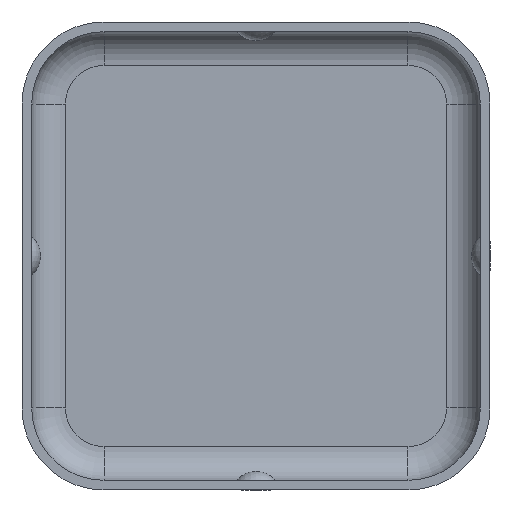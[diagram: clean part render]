
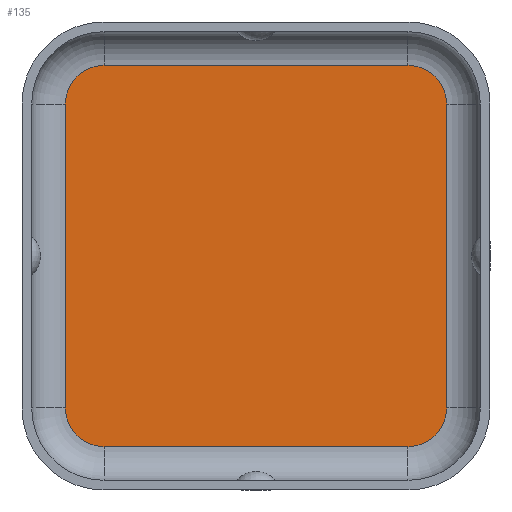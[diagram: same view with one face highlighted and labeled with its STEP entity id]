
A CAD part, front view. The second image highlights one B-rep face of the part: STEP entity #135.
In plain terms, the highlighted planar face has unit normal (0, -1, 0).
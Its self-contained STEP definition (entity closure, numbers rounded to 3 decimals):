
#135 = ADVANCED_FACE( 'NONE', ( #280 ), #281, .T. );
#280 = FACE_OUTER_BOUND( '', #491, .T. );
#281 = PLANE( '', #492 );
#491 = EDGE_LOOP( '', ( #803, #804, #805, #806, #807, #808, #809, #810 ) );
#492 = AXIS2_PLACEMENT_3D( '', #811, #812, #813 );
#803 = ORIENTED_EDGE( '', *, *, #924, .F. );
#804 = ORIENTED_EDGE( '', *, *, #921, .F. );
#805 = ORIENTED_EDGE( '', *, *, #951, .F. );
#806 = ORIENTED_EDGE( '', *, *, #980, .F. );
#807 = ORIENTED_EDGE( '', *, *, #955, .F. );
#808 = ORIENTED_EDGE( '', *, *, #974, .F. );
#809 = ORIENTED_EDGE( '', *, *, #996, .F. );
#810 = ORIENTED_EDGE( '', *, *, #891, .F. );
#811 = CARTESIAN_POINT( '', ( -3.15, -0.2, -3.15 ) );
#812 = DIRECTION( '', ( 0., -1., 0. ) );
#813 = DIRECTION( '', ( 0., 0., -1. ) );
#891 = EDGE_CURVE( 'NONE', #1032, #1034, #1035, .T. );
#921 = EDGE_CURVE( 'NONE', #1082, #1084, #1085, .T. );
#924 = EDGE_CURVE( 'NONE', #1084, #1032, #1088, .T. );
#951 = EDGE_CURVE( 'NONE', #1124, #1082, #1126, .T. );
#955 = EDGE_CURVE( 'NONE', #1130, #1132, #1133, .T. );
#974 = EDGE_CURVE( 'NONE', #1155, #1130, #1157, .T. );
#980 = EDGE_CURVE( 'NONE', #1132, #1124, #1164, .T. );
#996 = EDGE_CURVE( 'NONE', #1034, #1155, #1183, .T. );
#1032 = VERTEX_POINT( 'NONE', #1224 );
#1034 = VERTEX_POINT( 'NONE', #1226 );
#1035 = LINE( '', #1227, #1228 );
#1082 = VERTEX_POINT( 'NONE', #1283 );
#1084 = VERTEX_POINT( 'NONE', #1285 );
#1085 = LINE( '', #1286, #1287 );
#1088 = CIRCLE( '', #1290, 0.8 );
#1124 = VERTEX_POINT( 'NONE', #1331 );
#1126 = CIRCLE( '', #1333, 0.8 );
#1130 = VERTEX_POINT( 'NONE', #1337 );
#1132 = VERTEX_POINT( 'NONE', #1339 );
#1133 = CIRCLE( '', #1340, 0.8 );
#1155 = VERTEX_POINT( 'NONE', #1370 );
#1157 = LINE( '', #1372, #1373 );
#1164 = LINE( '', #1383, #1384 );
#1183 = CIRCLE( '', #1409, 0.8 );
#1224 = CARTESIAN_POINT( '', ( 3.95, -0.2, 3.15 ) );
#1226 = CARTESIAN_POINT( '', ( 3.95, -0.2, -3.15 ) );
#1227 = CARTESIAN_POINT( '', ( 3.95, -0.2, 3.15 ) );
#1228 = VECTOR( '', #1445, 1000. );
#1283 = CARTESIAN_POINT( '', ( -3.15, -0.2, 3.95 ) );
#1285 = CARTESIAN_POINT( '', ( 3.15, -0.2, 3.95 ) );
#1286 = CARTESIAN_POINT( '', ( -3.15, -0.2, 3.95 ) );
#1287 = VECTOR( '', #1496, 1000. );
#1290 = AXIS2_PLACEMENT_3D( '', #1500, #1501, #1502 );
#1331 = CARTESIAN_POINT( '', ( -3.95, -0.2, 3.15 ) );
#1333 = AXIS2_PLACEMENT_3D( '', #1541, #1542, #1543 );
#1337 = CARTESIAN_POINT( '', ( -3.15, -0.2, -3.95 ) );
#1339 = CARTESIAN_POINT( '', ( -3.95, -0.2, -3.15 ) );
#1340 = AXIS2_PLACEMENT_3D( '', #1550, #1551, #1552 );
#1370 = CARTESIAN_POINT( '', ( 3.15, -0.2, -3.95 ) );
#1372 = CARTESIAN_POINT( '', ( 3.15, -0.2, -3.95 ) );
#1373 = VECTOR( '', #1573, 1000. );
#1383 = CARTESIAN_POINT( '', ( -3.95, -0.2, -3.15 ) );
#1384 = VECTOR( '', #1577, 1000. );
#1409 = AXIS2_PLACEMENT_3D( '', #1596, #1597, #1598 );
#1445 = DIRECTION( '', ( 0., 0., -1. ) );
#1496 = DIRECTION( '', ( 1., 0., 0. ) );
#1500 = CARTESIAN_POINT( '', ( 3.15, -0.2, 3.15 ) );
#1501 = DIRECTION( '', ( 0., 1., 0. ) );
#1502 = DIRECTION( '', ( 0., 0., 1. ) );
#1541 = CARTESIAN_POINT( '', ( -3.15, -0.2, 3.15 ) );
#1542 = DIRECTION( '', ( 0., 1., 0. ) );
#1543 = DIRECTION( '', ( -1., 0., 0. ) );
#1550 = CARTESIAN_POINT( '', ( -3.15, -0.2, -3.15 ) );
#1551 = DIRECTION( '', ( 0., 1., 0. ) );
#1552 = DIRECTION( '', ( 0., 0., -1. ) );
#1573 = DIRECTION( '', ( -1., 0., 0. ) );
#1577 = DIRECTION( '', ( 0., 0., 1. ) );
#1596 = CARTESIAN_POINT( '', ( 3.15, -0.2, -3.15 ) );
#1597 = DIRECTION( '', ( 0., 1., 0. ) );
#1598 = DIRECTION( '', ( 1., 0., 0. ) );
